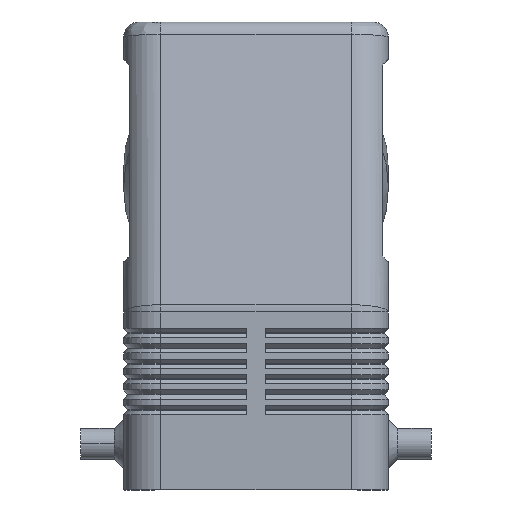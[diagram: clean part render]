
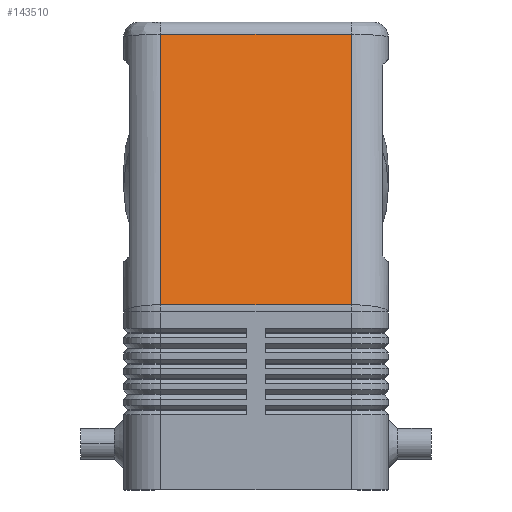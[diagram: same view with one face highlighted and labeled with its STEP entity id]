
A CAD part, left-side view. The second image highlights one B-rep face of the part: STEP entity #143510.
In plain terms, the highlighted planar face has unit normal (-0.981, 0, 0.195).
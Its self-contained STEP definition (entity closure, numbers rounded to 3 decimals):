
#2200=CARTESIAN_POINT('',(-37.9,-15.5,73.988));
#2210=VERTEX_POINT('',#2200);
#3540=CARTESIAN_POINT('',(-46.635,15.5,30.08));
#3550=DIRECTION('',(0.195,0.,0.981));
#3560=VECTOR('',#3550,44.768);
#3570=LINE('',#3540,#3560);
#3580=CARTESIAN_POINT('',(-46.635,15.5,30.08));
#3590=VERTEX_POINT('',#3580);
#3600=CARTESIAN_POINT('',(-37.9,15.5,73.988));
#3610=VERTEX_POINT('',#3600);
#3620=EDGE_CURVE('',#3590,#3610,#3570,.T.);
#4350=CARTESIAN_POINT('',(-37.9,15.5,73.988));
#4360=DIRECTION('',(0.,-1.,0.));
#4370=VECTOR('',#4360,31.);
#4380=LINE('',#4350,#4370);
#4390=EDGE_CURVE('',#3610,#2210,#4380,.T.);
#4890=CARTESIAN_POINT('',(-46.635,-15.5,30.08));
#4900=DIRECTION('',(0.,1.,0.));
#4910=VECTOR('',#4900,31.);
#4920=LINE('',#4890,#4910);
#4930=CARTESIAN_POINT('',(-46.635,-15.5,30.08));
#4940=VERTEX_POINT('',#4930);
#4950=EDGE_CURVE('',#4940,#3590,#4920,.T.);
#7050=CARTESIAN_POINT('',(-37.9,-15.5,73.988));
#7060=DIRECTION('',(-0.195,0.,-0.981));
#7070=VECTOR('',#7060,44.768);
#7080=LINE('',#7050,#7070);
#7090=EDGE_CURVE('',#2210,#4940,#7080,.T.);
#143400=CARTESIAN_POINT('',(-37.5,0.,76.));
#143410=DIRECTION('',(-0.981,0.,0.195));
#143420=DIRECTION('',(0.195,0.,0.981));
#143430=AXIS2_PLACEMENT_3D('',#143400,#143410,#143420);
#143440=PLANE('',#143430);
#143450=ORIENTED_EDGE('',*,*,#4950,.F.);
#143460=ORIENTED_EDGE('',*,*,#3620,.F.);
#143470=ORIENTED_EDGE('',*,*,#4390,.F.);
#143480=ORIENTED_EDGE('',*,*,#7090,.F.);
#143490=EDGE_LOOP('',(#143480,#143470,#143460,#143450));
#143500=FACE_OUTER_BOUND('',#143490,.T.);
#143510=ADVANCED_FACE('',(#143500),#143440,.T.);
